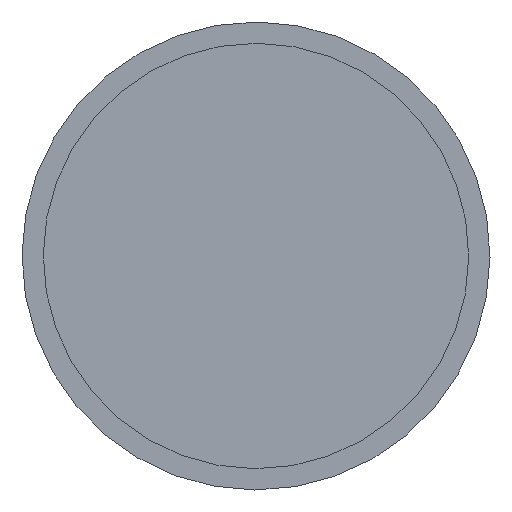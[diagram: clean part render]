
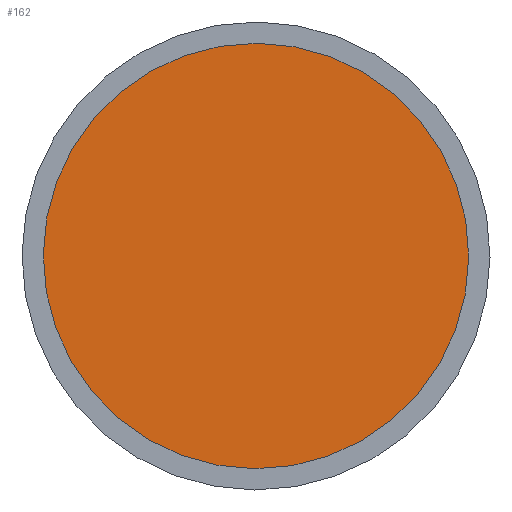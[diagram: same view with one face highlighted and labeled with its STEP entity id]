
A CAD part, front view. The second image highlights one B-rep face of the part: STEP entity #162.
In plain terms, the highlighted planar face has unit normal (0, -1, 0).
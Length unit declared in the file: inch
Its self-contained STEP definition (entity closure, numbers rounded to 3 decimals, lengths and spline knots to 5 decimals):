
#84 = AXIS2_PLACEMENT_3D ( 'NONE', #282, #211, #213 ) ;
#91 = AXIS2_PLACEMENT_3D ( 'NONE', #208, #210, #209 ) ;
#95 = CIRCLE ( 'NONE', #91, 0.3 ) ;
#97 = CIRCLE ( 'NONE', #102, 0.3 ) ;
#102 = AXIS2_PLACEMENT_3D ( 'NONE', #117, #123, #122 ) ;
#117 = CARTESIAN_POINT ( 'NONE',  ( 0., -0.42335, 0. ) ) ;
#122 = DIRECTION ( 'NONE',  ( 0.179, 0., 0.984 ) ) ;
#123 = DIRECTION ( 'NONE',  ( 0., -1., 0. ) ) ;
#161 = EDGE_CURVE ( 'NONE', #257, #254, #95, .T. ) ;
#162 = ADVANCED_FACE ( 'NONE', ( #246 ), #212, .F. ) ;
#173 = EDGE_CURVE ( 'NONE', #254, #257, #97, .T. ) ;
#207 = ORIENTED_EDGE ( 'NONE', *, *, #173, .T. ) ;
#208 = CARTESIAN_POINT ( 'NONE',  ( 0., -0.42335, 0. ) ) ;
#209 = DIRECTION ( 'NONE',  ( 0.179, 0., 0.984 ) ) ;
#210 = DIRECTION ( 'NONE',  ( 0., -1., 0. ) ) ;
#211 = DIRECTION ( 'NONE',  ( 0., 1., 0. ) ) ;
#212 = PLANE ( 'NONE',  #84 ) ;
#213 = DIRECTION ( 'NONE',  ( 1., 0., 0. ) ) ;
#232 = ORIENTED_EDGE ( 'NONE', *, *, #161, .T. ) ;
#246 = FACE_OUTER_BOUND ( 'NONE', #279, .T. ) ;
#254 = VERTEX_POINT ( 'NONE', #351 ) ;
#257 = VERTEX_POINT ( 'NONE', #349 ) ;
#279 = EDGE_LOOP ( 'NONE', ( #207, #232 ) ) ;
#282 = CARTESIAN_POINT ( 'NONE',  ( 0., -0.42335, 0. ) ) ;
#349 = CARTESIAN_POINT ( 'NONE',  ( -0.05366, -0.42335, -0.29516 ) ) ;
#351 = CARTESIAN_POINT ( 'NONE',  ( 0.05366, -0.42335, 0.29516 ) ) ;
